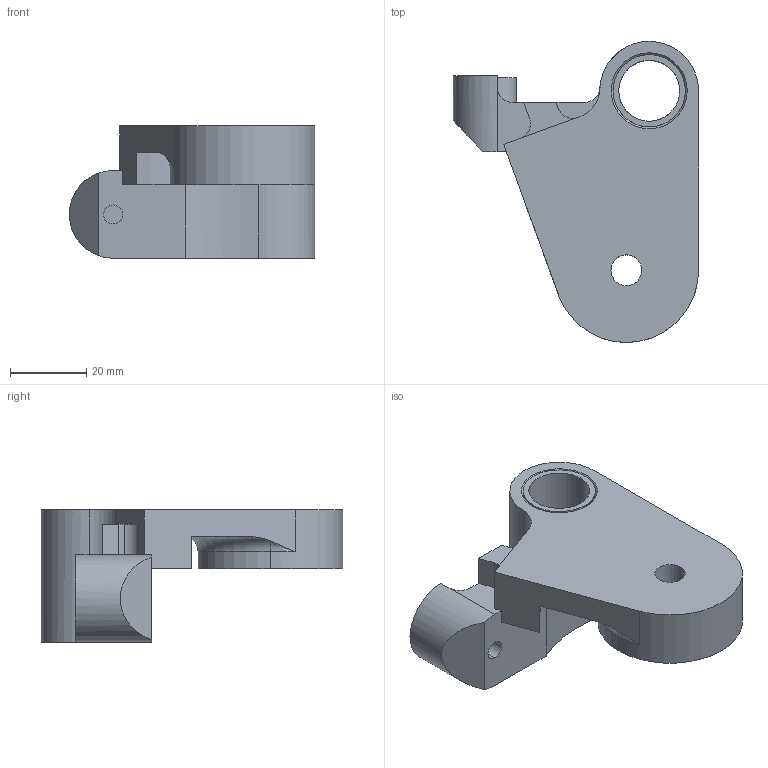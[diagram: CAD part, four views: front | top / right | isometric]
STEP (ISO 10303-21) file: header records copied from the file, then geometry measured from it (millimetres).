
FILE_DESCRIPTION (( 'STEP AP214' ), '1' );
FILE_NAME ('Assemblage.STEP', '2020-03-09T19:14:35', ( '' ), ( '' ), 'SwSTEP 2.0', 'SolidWorks 2017', '' );
FILE_SCHEMA (( 'AUTOMOTIVE_DESIGN' ));
Length unit declared in the file: millimetre
Products named in the file (4): Pointeau; Assemblage; support galet; Bague acier
Assembly tree (4 placements, depth 2):
  Assemblage
    support galet
    Bague acier  x2
    Pointeau
Bounding box: 64.5 x 79.2 x 34.8 mm (x, y, z)
Volume: 50446.5 mm3; surface area: 19811.6 mm2
Topology: 4 solids, 4 shells, 65 faces, 158 edges, 102 vertices
Faces by surface type: cylinder 33, plane 26, cone 4, torus 2
Entity records: 1990 total; most frequent: CARTESIAN_POINT 366, DIRECTION 337, ORIENTED_EDGE 292, EDGE_CURVE 146, AXIS2_PLACEMENT_3D 131, VERTEX_POINT 94, LINE 75, VECTOR 75
